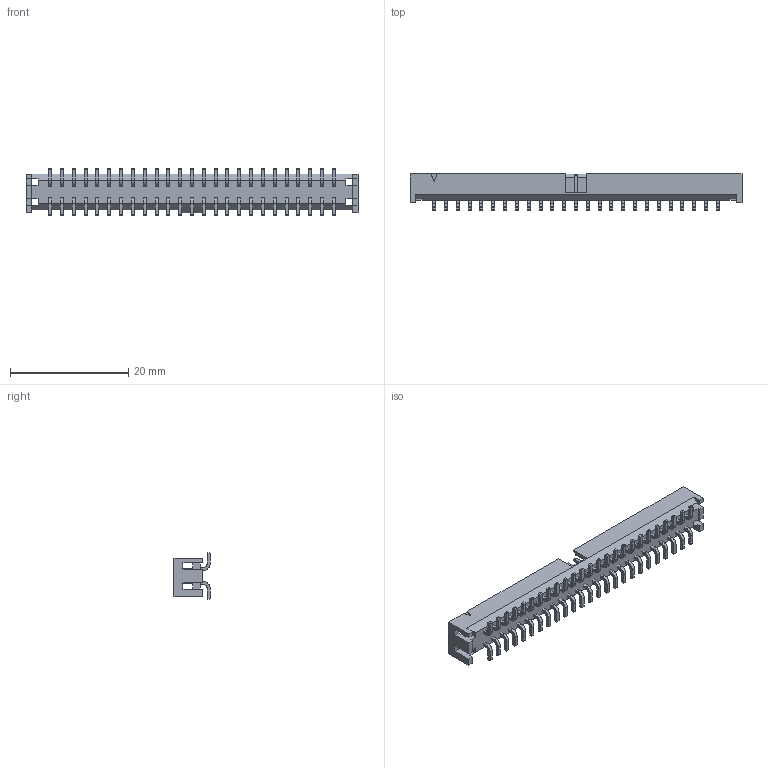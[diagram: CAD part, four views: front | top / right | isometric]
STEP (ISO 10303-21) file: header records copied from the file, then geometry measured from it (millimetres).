
FILE_DESCRIPTION( ( 'STEP AP203' ), '1' );
FILE_NAME( 'STMM-125-02-S-D-SM.stp', '2021-06-23T17:24:43', ( 'License CC BY-ND 4.0' ), ( 'CADENAS' ), ' ', 'PARTsolutions', ' ' );
FILE_SCHEMA( ( 'CONFIG_CONTROL_DESIGN' ) );
Length unit declared in the file: inch
Products named in the file (4): STMM-125-02-S-D-SM; _STMM-125-02-D-SM_header; _STMM-First_Position_Indicator; _T-1S13-25-02-D-SMstmm
Assembly tree (3 placements, depth 2):
  STMM-125-02-S-D-SM
    _STMM-125-02-D-SM_header
    _STMM-First_Position_Indicator
    _T-1S13-25-02-D-SMstmm
Bounding box: 56.16 x 6.1 x 7.8 mm (x, y, z)
Volume: 808.5 mm3; surface area: 2622.2 mm2
Topology: 3 solids, 3 shells, 910 faces, 2594 edges, 1728 vertices
Faces by surface type: plane 810, cylinder 100
Entity records: 29339 total; most frequent: CARTESIAN_POINT 5236, ORIENTED_EDGE 5188, DIRECTION 4622, EDGE_CURVE 2594, LINE 2394, VECTOR 2394, VERTEX_POINT 1728, AXIS2_PLACEMENT_3D 1114
